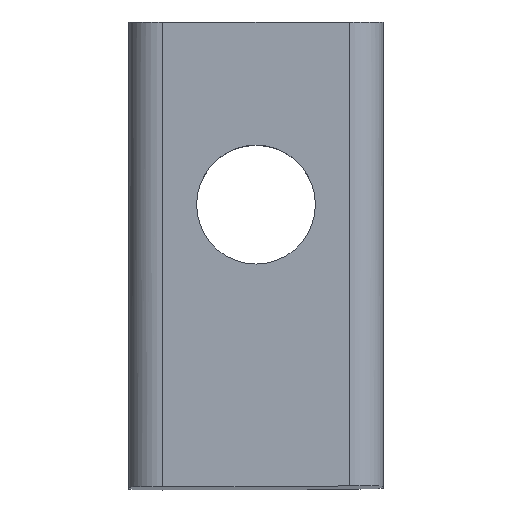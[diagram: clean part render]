
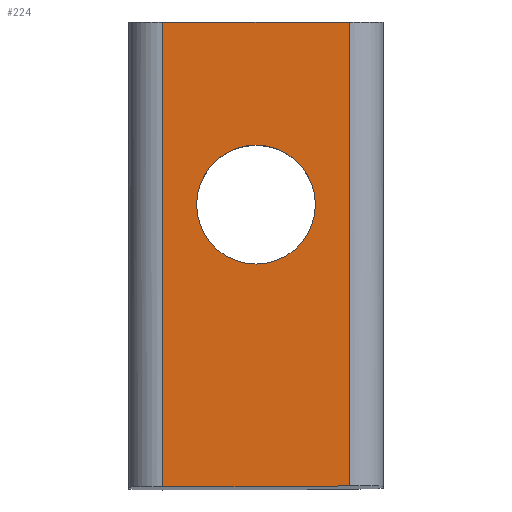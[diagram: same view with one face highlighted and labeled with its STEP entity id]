
A CAD part, top view. The second image highlights one B-rep face of the part: STEP entity #224.
In plain terms, the highlighted planar face has unit normal (0, 0, 1).
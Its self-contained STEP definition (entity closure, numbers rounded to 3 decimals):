
#63=CARTESIAN_POINT('Vertex',(-3.5,0.,74.)) ;
#77=CARTESIAN_POINT('Vertex',(3.5,0.,74.)) ;
#80=CARTESIAN_POINT('Axis2P3D Location',(0.,0.,74.)) ;
#97=CARTESIAN_POINT('Axis2P3D Location',(0.,0.,74.)) ;
#167=CARTESIAN_POINT('Axis2P3D Location',(0.,0.,74.)) ;
#173=CARTESIAN_POINT('Control Point',(-5.5,-16.614,74.)) ;
#174=CARTESIAN_POINT('Control Point',(-4.354,-16.617,74.)) ;
#175=CARTESIAN_POINT('Control Point',(-3.211,-16.618,74.)) ;
#176=CARTESIAN_POINT('Control Point',(-2.074,-16.617,74.)) ;
#177=CARTESIAN_POINT('Control Point',(-0.942,-16.614,74.)) ;
#178=CARTESIAN_POINT('Control Point',(0.185,-16.608,74.)) ;
#179=CARTESIAN_POINT('Vertex',(-5.5,-16.614,74.)) ;
#181=CARTESIAN_POINT('Vertex',(0.185,-16.608,74.)) ;
#185=CARTESIAN_POINT('Control Point',(5.5,-16.565,74.)) ;
#186=CARTESIAN_POINT('Control Point',(4.429,-16.577,74.)) ;
#187=CARTESIAN_POINT('Control Point',(3.361,-16.588,74.)) ;
#188=CARTESIAN_POINT('Control Point',(2.298,-16.597,74.)) ;
#189=CARTESIAN_POINT('Control Point',(1.239,-16.603,74.)) ;
#190=CARTESIAN_POINT('Control Point',(0.185,-16.608,74.)) ;
#191=CARTESIAN_POINT('Vertex',(5.5,-16.565,74.)) ;
#194=CARTESIAN_POINT('Line Origine',(5.5,-2.908,74.)) ;
#198=CARTESIAN_POINT('Vertex',(5.5,10.75,74.)) ;
#201=CARTESIAN_POINT('Line Origine',(0.,10.75,74.)) ;
#205=CARTESIAN_POINT('Vertex',(-5.5,10.75,74.)) ;
#208=CARTESIAN_POINT('Line Origine',(-5.5,-2.932,74.)) ;
#81=DIRECTION('Axis2P3D Direction',(0.,0.,-1.)) ;
#98=DIRECTION('Axis2P3D Direction',(0.,0.,-1.)) ;
#168=DIRECTION('Axis2P3D Direction',(0.,0.,-1.)) ;
#169=DIRECTION('Axis2P3D XDirection',(1.,0.,0.)) ;
#195=DIRECTION('Vector Direction',(0.,1.,0.)) ;
#202=DIRECTION('Vector Direction',(-1.,0.,0.)) ;
#209=DIRECTION('Vector Direction',(0.,-1.,0.)) ;
#82=AXIS2_PLACEMENT_3D('Circle Axis2P3D',#80,#81,$) ;
#99=AXIS2_PLACEMENT_3D('Circle Axis2P3D',#97,#98,$) ;
#170=AXIS2_PLACEMENT_3D('Plane Axis2P3D',#167,#168,#169) ;
#214=ORIENTED_EDGE('',*,*,#183,.T.) ;
#215=ORIENTED_EDGE('',*,*,#193,.F.) ;
#216=ORIENTED_EDGE('',*,*,#200,.F.) ;
#217=ORIENTED_EDGE('',*,*,#207,.F.) ;
#218=ORIENTED_EDGE('',*,*,#212,.F.) ;
#221=ORIENTED_EDGE('',*,*,#101,.T.) ;
#222=ORIENTED_EDGE('',*,*,#84,.T.) ;
#223=FACE_BOUND('',#220,.T.) ;
#196=VECTOR('Line Direction',#195,1.) ;
#203=VECTOR('Line Direction',#202,1.) ;
#210=VECTOR('Line Direction',#209,1.) ;
#224=ADVANCED_FACE('Corps principal',(#219,#223),#171,.F.) ;
#172=B_SPLINE_CURVE_WITH_KNOTS('',5,(#173,#174,#175,#176,#177,#178),.UNSPECIFIED.,.F.,.U.,(6,6),(0.,9.589),.UNSPECIFIED.) ;
#184=B_SPLINE_CURVE_WITH_KNOTS('',5,(#185,#186,#187,#188,#189,#190),.UNSPECIFIED.,.F.,.U.,(6,6),(0.,8.97),.UNSPECIFIED.) ;
#83=CIRCLE('generated circle',#82,3.5) ;
#100=CIRCLE('generated circle',#99,3.5) ;
#84=EDGE_CURVE('',#64,#78,#83,.T.) ;
#101=EDGE_CURVE('',#78,#64,#100,.T.) ;
#183=EDGE_CURVE('',#180,#182,#172,.T.) ;
#193=EDGE_CURVE('',#192,#182,#184,.T.) ;
#200=EDGE_CURVE('',#199,#192,#197,.F.) ;
#207=EDGE_CURVE('',#206,#199,#204,.F.) ;
#212=EDGE_CURVE('',#180,#206,#211,.F.) ;
#213=EDGE_LOOP('',(#214,#215,#216,#217,#218)) ;
#220=EDGE_LOOP('',(#221,#222)) ;
#219=FACE_OUTER_BOUND('',#213,.T.) ;
#197=LINE('Line',#194,#196) ;
#204=LINE('Line',#201,#203) ;
#211=LINE('Line',#208,#210) ;
#171=PLANE('Plane',#170) ;
#64=VERTEX_POINT('',#63) ;
#78=VERTEX_POINT('',#77) ;
#180=VERTEX_POINT('',#179) ;
#182=VERTEX_POINT('',#181) ;
#192=VERTEX_POINT('',#191) ;
#199=VERTEX_POINT('',#198) ;
#206=VERTEX_POINT('',#205) ;
